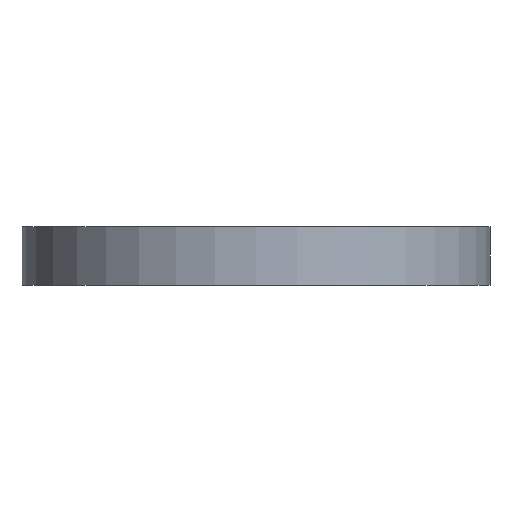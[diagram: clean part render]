
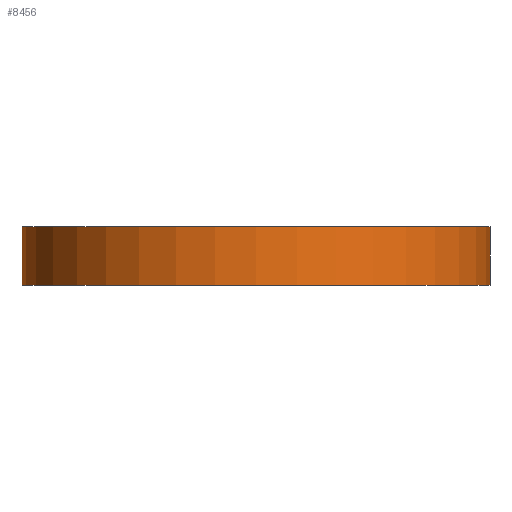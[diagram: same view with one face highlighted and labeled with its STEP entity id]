
A CAD part, front view. The second image highlights one B-rep face of the part: STEP entity #8456.
In plain terms, the highlighted cylindrical face has radius 8 mm (diameter 16 mm), a partial arc.
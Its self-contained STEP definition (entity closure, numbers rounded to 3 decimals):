
#26 = VERTEX_POINT ( 'NONE', #4671 ) ;
#126 = FACE_OUTER_BOUND ( 'NONE', #10604, .T. ) ;
#201 = CARTESIAN_POINT ( 'NONE',  ( -8., 0., 2. ) ) ;
#997 = VECTOR ( 'NONE', #3606, 1000. ) ;
#1148 = ORIENTED_EDGE ( 'NONE', *, *, #2869, .F. ) ;
#1270 = CIRCLE ( 'NONE', #3014, 8. ) ;
#1337 = LINE ( 'NONE', #201, #997 ) ;
#2033 = CARTESIAN_POINT ( 'NONE',  ( 8., 0., 2. ) ) ;
#2281 = DIRECTION ( 'NONE',  ( -1., 0., 0. ) ) ;
#2869 = EDGE_CURVE ( 'NONE', #13875, #8258, #1270, .T. ) ;
#3014 = AXIS2_PLACEMENT_3D ( 'NONE', #6617, #9010, #12263 ) ;
#3075 = CARTESIAN_POINT ( 'NONE',  ( 8., 0., 0. ) ) ;
#3373 = EDGE_CURVE ( 'NONE', #8258, #11979, #3700, .T. ) ;
#3474 = CARTESIAN_POINT ( 'NONE',  ( 0., 0., 0. ) ) ;
#3606 = DIRECTION ( 'NONE',  ( 0., 0., -1. ) ) ;
#3700 = LINE ( 'NONE', #8358, #12080 ) ;
#4372 = CARTESIAN_POINT ( 'NONE',  ( 0., 0., 2. ) ) ;
#4625 = DIRECTION ( 'NONE',  ( 0., 0., 1. ) ) ;
#4671 = CARTESIAN_POINT ( 'NONE',  ( -8., 0., 0. ) ) ;
#5654 = CIRCLE ( 'NONE', #6345, 8. ) ;
#5821 = CYLINDRICAL_SURFACE ( 'NONE', #5998, 8. ) ;
#5998 = AXIS2_PLACEMENT_3D ( 'NONE', #4372, #9928, #2281 ) ;
#6345 = AXIS2_PLACEMENT_3D ( 'NONE', #3474, #4625, #7756 ) ;
#6617 = CARTESIAN_POINT ( 'NONE',  ( 0., 0., 2. ) ) ;
#7747 = CARTESIAN_POINT ( 'NONE',  ( -8., 0., 2. ) ) ;
#7756 = DIRECTION ( 'NONE',  ( 1., 0., 0. ) ) ;
#8258 = VERTEX_POINT ( 'NONE', #2033 ) ;
#8358 = CARTESIAN_POINT ( 'NONE',  ( 8., 0., 2. ) ) ;
#8456 = ADVANCED_FACE ( 'NONE', ( #126 ), #5821, .T. ) ;
#8491 = ORIENTED_EDGE ( 'NONE', *, *, #12442, .T. ) ;
#8738 = ORIENTED_EDGE ( 'NONE', *, *, #9186, .T. ) ;
#9010 = DIRECTION ( 'NONE',  ( 0., 0., 1. ) ) ;
#9186 = EDGE_CURVE ( 'NONE', #13875, #26, #1337, .T. ) ;
#9928 = DIRECTION ( 'NONE',  ( 0., 0., -1. ) ) ;
#10604 = EDGE_LOOP ( 'NONE', ( #11416, #1148, #8738, #8491 ) ) ;
#11416 = ORIENTED_EDGE ( 'NONE', *, *, #3373, .F. ) ;
#11979 = VERTEX_POINT ( 'NONE', #3075 ) ;
#12080 = VECTOR ( 'NONE', #13191, 1000. ) ;
#12263 = DIRECTION ( 'NONE',  ( 1., 0., 0. ) ) ;
#12442 = EDGE_CURVE ( 'NONE', #26, #11979, #5654, .T. ) ;
#13191 = DIRECTION ( 'NONE',  ( 0., 0., -1. ) ) ;
#13875 = VERTEX_POINT ( 'NONE', #7747 ) ;
